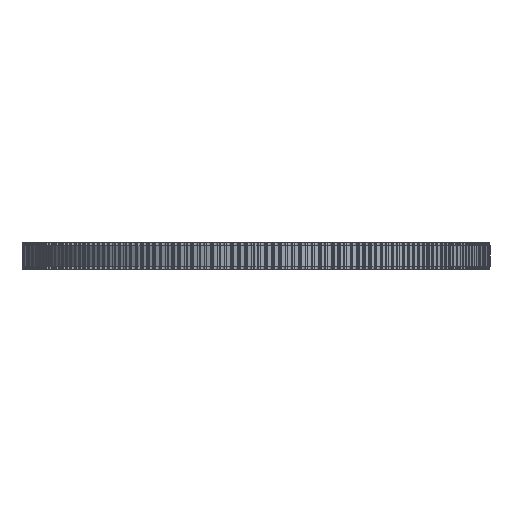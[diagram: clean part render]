
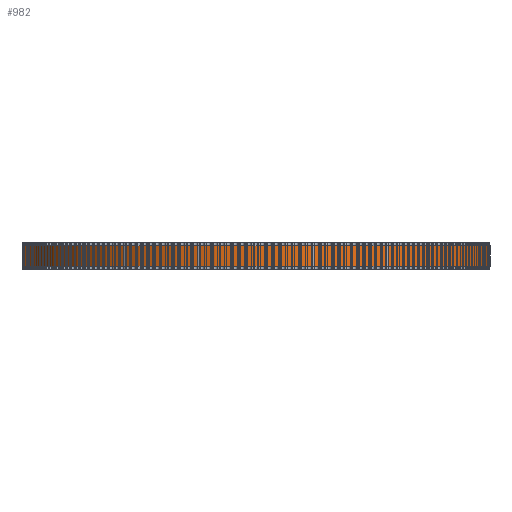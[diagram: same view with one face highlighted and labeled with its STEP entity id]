
A CAD part, front view. The second image highlights one B-rep face of the part: STEP entity #982.
In plain terms, the highlighted cylindrical face has radius 68.437 mm (diameter 136.873 mm), a full revolution.
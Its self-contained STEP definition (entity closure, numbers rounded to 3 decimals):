
#97=FACE_BOUND('',#3568,.T.);
#98=FACE_BOUND('',#3569,.T.);
#982=ADVANCED_FACE('',(#97,#98),#1843,.T.);
#1843=CYLINDRICAL_SURFACE('',#19063,68.437);
#3568=EDGE_LOOP('',(#10450));
#3569=EDGE_LOOP('',(#10451));
#10450=ORIENTED_EDGE('',*,*,#14754,.T.);
#10451=ORIENTED_EDGE('',*,*,#14755,.T.);
#12172=VERTEX_POINT('',#30260);
#12173=VERTEX_POINT('',#30262);
#14754=EDGE_CURVE('',#12172,#12172,#16476,.T.);
#14755=EDGE_CURVE('',#12173,#12173,#16477,.T.);
#16476=CIRCLE('',#19061,68.437);
#16477=CIRCLE('',#19062,68.437);
#19061=AXIS2_PLACEMENT_3D('',#30259,#25090,#25091);
#19062=AXIS2_PLACEMENT_3D('',#30261,#25092,#25093);
#19063=AXIS2_PLACEMENT_3D('',#30263,#25094,#25095);
#25090=DIRECTION('',(0.,0.,1.));
#25091=DIRECTION('',(1.,0.,0.));
#25092=DIRECTION('',(0.,0.,-1.));
#25093=DIRECTION('',(1.,0.,0.));
#25094=DIRECTION('',(0.,0.,1.));
#25095=DIRECTION('',(1.,0.,0.));
#30259=CARTESIAN_POINT('',(0.,0.,1.));
#30260=CARTESIAN_POINT('',(68.437,0.,1.));
#30261=CARTESIAN_POINT('',(0.,0.,7.));
#30262=CARTESIAN_POINT('',(68.437,0.,7.));
#30263=CARTESIAN_POINT('',(0.,0.,1.));
